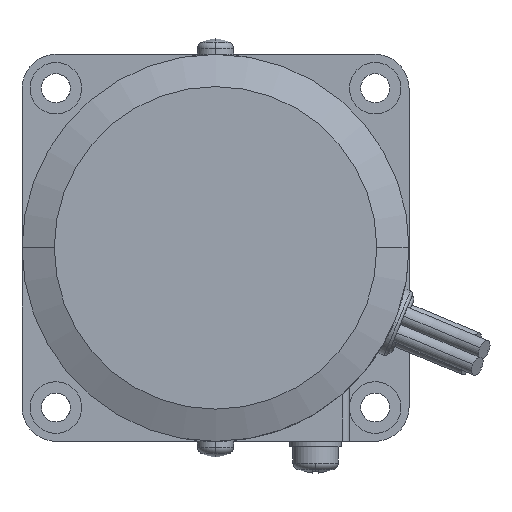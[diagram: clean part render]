
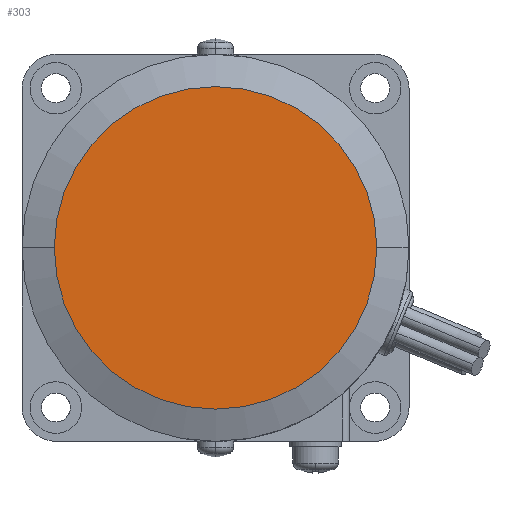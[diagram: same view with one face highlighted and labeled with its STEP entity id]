
A CAD part, left-side view. The second image highlights one B-rep face of the part: STEP entity #303.
In plain terms, the highlighted planar face has unit normal (-1, 0, 0).
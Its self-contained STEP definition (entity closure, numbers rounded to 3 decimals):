
#303 = ADVANCED_FACE( '', ( #699 ), #700, .T. );
#699 = FACE_OUTER_BOUND( '', #1105, .T. );
#700 = PLANE( '', #1106 );
#1105 = EDGE_LOOP( '', ( #2583, #2584 ) );
#1106 = AXIS2_PLACEMENT_3D( '', #2585, #2586, #2587 );
#2583 = ORIENTED_EDGE( '', *, *, #2756, .F. );
#2584 = ORIENTED_EDGE( '', *, *, #3105, .F. );
#2585 = CARTESIAN_POINT( '', ( -145., 2.5, 0. ) );
#2586 = DIRECTION( '', ( -1., 0., 0. ) );
#2587 = DIRECTION( '', ( 0., -1., 0. ) );
#2756 = EDGE_CURVE( '', #3325, #3328, #3329, .T. );
#3105 = EDGE_CURVE( '', #3328, #3325, #3898, .T. );
#3325 = VERTEX_POINT( '', #4156 );
#3328 = VERTEX_POINT( '', #4160 );
#3329 = CIRCLE( '', #4161, 25. );
#3898 = CIRCLE( '', #5239, 25. );
#4156 = CARTESIAN_POINT( '', ( -145., 15., 0. ) );
#4160 = CARTESIAN_POINT( '', ( -145., -35., 0. ) );
#4161 = AXIS2_PLACEMENT_3D( '', #5541, #5542, #5543 );
#5239 = AXIS2_PLACEMENT_3D( '', #6227, #6228, #6229 );
#5541 = CARTESIAN_POINT( '', ( -145., -10., 0. ) );
#5542 = DIRECTION( '', ( 1., 0., 0. ) );
#5543 = DIRECTION( '', ( 0., 1., 0. ) );
#6227 = CARTESIAN_POINT( '', ( -145., -10., 0. ) );
#6228 = DIRECTION( '', ( 1., 0., 0. ) );
#6229 = DIRECTION( '', ( 0., 1., 0. ) );
